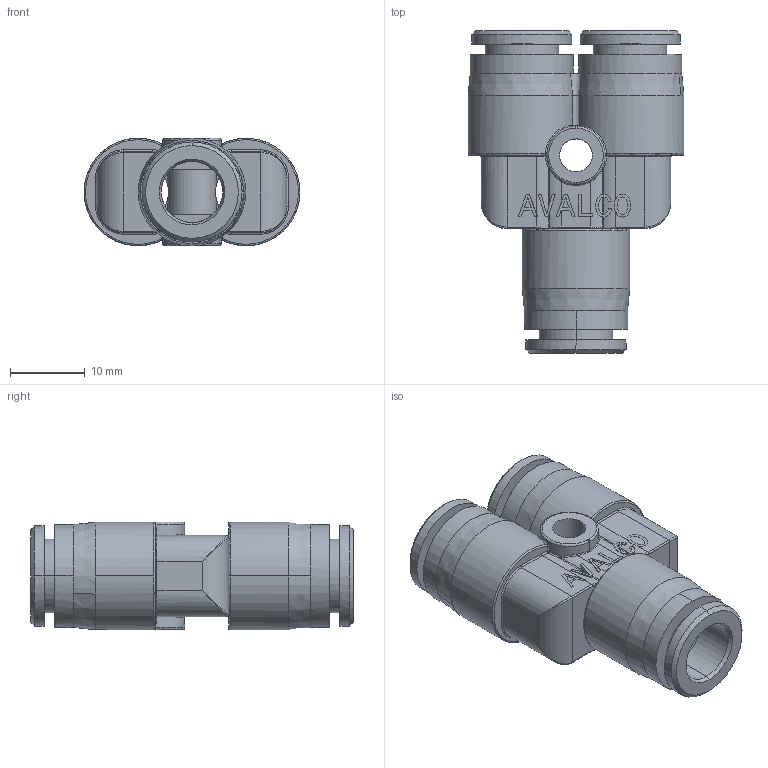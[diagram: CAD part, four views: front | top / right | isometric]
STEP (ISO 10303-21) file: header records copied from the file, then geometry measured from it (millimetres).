
FILE_DESCRIPTION(('CATIA V5 STEP Exchange'),'2;1');
FILE_NAME('PR560B-08.stp','2018-04-14T15:18:40+00:00',('none'),('none'),'CATIA Version 5 Release 21 GA (IN-10)','CATIA V5 STEP AP203','none');
FILE_SCHEMA(('CONFIG_CONTROL_DESIGN'));
Length unit declared in the file: millimetre
Products named in the file (1): PR560B-08
Bounding box: 28.9 x 43.2 x 14.4 mm (x, y, z)
Volume: 6423.7 mm3; surface area: 5725.5 mm2
Topology: 1 solids, 1 shells, 449 faces, 1219 edges, 779 vertices
Faces by surface type: plane 268, cylinder 87, bspline 40, torus 34, cone 20
Entity records: 16222 total; most frequent: CARTESIAN_POINT 6020, ORIENTED_EDGE 2430, DIRECTION 1598, EDGE_CURVE 1215, VERTEX_POINT 779, VECTOR 700, LINE 700, AXIS2_PLACEMENT_3D 544
